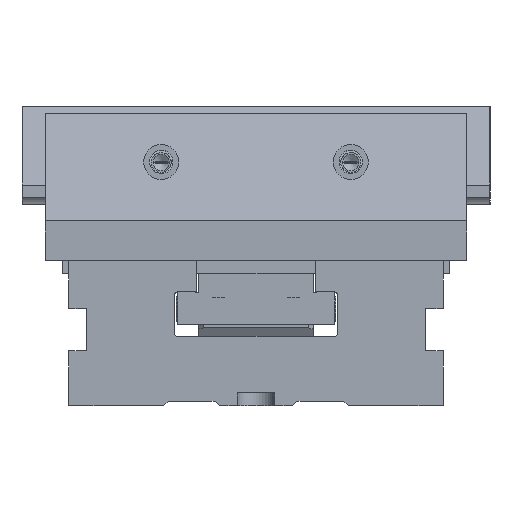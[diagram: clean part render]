
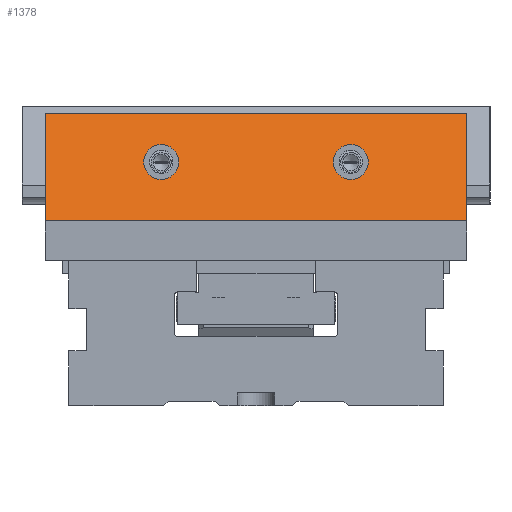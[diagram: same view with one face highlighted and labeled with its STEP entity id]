
A CAD part, left-side view. The second image highlights one B-rep face of the part: STEP entity #1378.
In plain terms, the highlighted planar face has unit normal (-0.924, 0, 0.383).
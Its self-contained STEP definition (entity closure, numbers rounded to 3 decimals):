
#224=ELLIPSE('',#8772,8.118,7.5);
#225=ELLIPSE('',#8787,8.118,7.5);
#735=FACE_BOUND('',#2599,.T.);
#736=FACE_BOUND('',#2600,.T.);
#737=FACE_BOUND('',#2601,.T.);
#1378=ADVANCED_FACE('',(#735,#736,#737),#1711,.F.);
#1711=PLANE('',#8789);
#2599=EDGE_LOOP('',(#4057,#4058,#4059,#4060));
#2600=EDGE_LOOP('',(#4061));
#2601=EDGE_LOOP('',(#4062));
#4057=ORIENTED_EDGE('',*,*,#6354,.T.);
#4058=ORIENTED_EDGE('',*,*,#6338,.T.);
#4059=ORIENTED_EDGE('',*,*,#6371,.T.);
#4060=ORIENTED_EDGE('',*,*,#6358,.T.);
#4061=ORIENTED_EDGE('',*,*,#6404,.F.);
#4062=ORIENTED_EDGE('',*,*,#6398,.F.);
#5403=VERTEX_POINT('',#12995);
#5404=VERTEX_POINT('',#12996);
#5417=VERTEX_POINT('',#13027);
#5420=VERTEX_POINT('',#13035);
#5447=VERTEX_POINT('',#13122);
#5454=VERTEX_POINT('',#13144);
#6338=EDGE_CURVE('',#5403,#5404,#7212,.T.);
#6354=EDGE_CURVE('',#5417,#5403,#7226,.T.);
#6358=EDGE_CURVE('',#5420,#5417,#7229,.T.);
#6371=EDGE_CURVE('',#5404,#5420,#7240,.T.);
#6398=EDGE_CURVE('',#5447,#5447,#224,.T.);
#6404=EDGE_CURVE('',#5454,#5454,#225,.T.);
#7212=LINE('',#12994,#7929);
#7226=LINE('',#13026,#7943);
#7229=LINE('',#13034,#7946);
#7240=LINE('',#13059,#7957);
#7929=VECTOR('',#10320,1.);
#7943=VECTOR('',#10342,1.);
#7946=VECTOR('',#10349,1.);
#7957=VECTOR('',#10368,1.);
#8772=AXIS2_PLACEMENT_3D('',#13121,#10442,#10443);
#8787=AXIS2_PLACEMENT_3D('',#13143,#10472,#10473);
#8789=AXIS2_PLACEMENT_3D('',#13146,#10476,#10477);
#10320=DIRECTION('',(0.,1.,0.));
#10342=DIRECTION('',(0.383,0.,0.924));
#10349=DIRECTION('',(0.,-1.,0.));
#10368=DIRECTION('',(-0.383,0.,-0.924));
#10442=DIRECTION('',(-0.924,0.,0.383));
#10443=DIRECTION('',(0.383,0.,0.924));
#10472=DIRECTION('',(-0.924,0.,0.383));
#10473=DIRECTION('',(0.383,0.,0.924));
#10476=DIRECTION('',(0.924,0.,-0.383));
#10477=DIRECTION('',(-0.383,0.,-0.924));
#12994=CARTESIAN_POINT('',(19.042,80.,125.));
#12995=CARTESIAN_POINT('',(19.042,-10.,125.));
#12996=CARTESIAN_POINT('',(19.042,170.,125.));
#13026=CARTESIAN_POINT('',(0.589,-10.,80.453));
#13027=CARTESIAN_POINT('',(0.,-10.,79.03));
#13034=CARTESIAN_POINT('',(0.,80.,79.03));
#13035=CARTESIAN_POINT('',(0.,170.,79.03));
#13059=CARTESIAN_POINT('',(0.589,170.,80.453));
#13121=CARTESIAN_POINT('',(10.405,120.5,104.15));
#13122=CARTESIAN_POINT('',(13.512,120.5,111.65));
#13143=CARTESIAN_POINT('',(10.405,39.5,104.15));
#13144=CARTESIAN_POINT('',(13.512,39.5,111.65));
#13146=CARTESIAN_POINT('',(21.926,80.,131.963));
